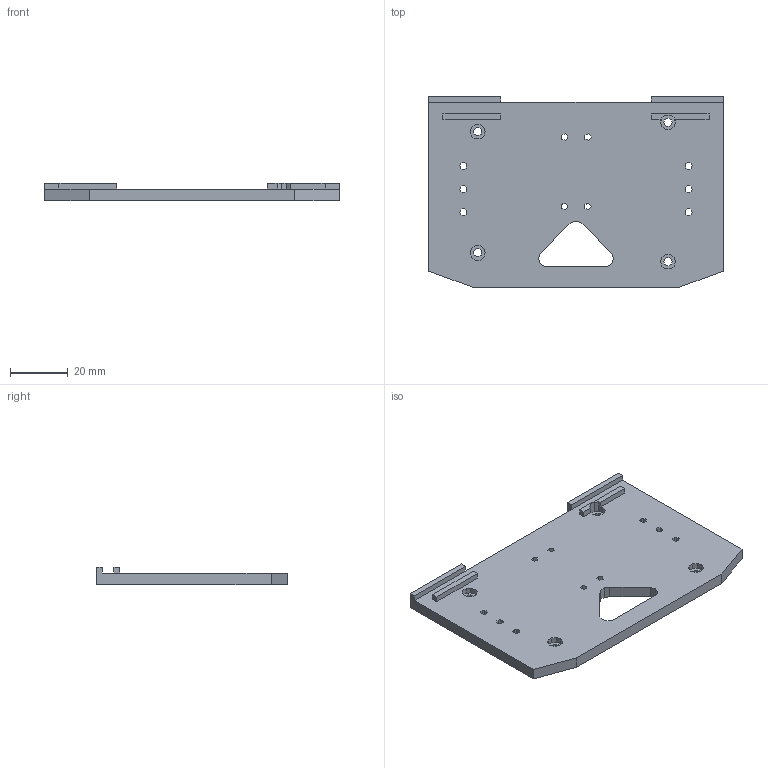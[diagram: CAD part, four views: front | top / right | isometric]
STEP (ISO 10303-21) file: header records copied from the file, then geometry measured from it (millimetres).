
FILE_DESCRIPTION(('FreeCAD Model'),'2;1');
FILE_NAME('espalda.step', '2014-09-10T14:04:18',('FreeCAD'),('FreeCAD'), 'Open CASCADE STEP processor 6.5','FreeCAD','Unknown');
FILE_SCHEMA(('AUTOMOTIVE_DESIGN_CC2 { 1 2 10303 214 -1 1 5 4 }'));
Length unit declared in the file: millimetre
Products named in the file (1): Open CASCADE STEP translator 6.5 3
Bounding box: 102 x 66 x 6 mm (x, y, z)
Surface area: 14897.6 mm2 (no closed solid volume)
Topology: 0 solids, 1 shells, 207 faces, 590 edges, 390 vertices
Faces by surface type: plane 207
Entity records: 14318 total; most frequent: CARTESIAN_POINT 2374, DIRECTION 2180, LINE 1764, VECTOR 1764, ORIENTED_EDGE 1180, PCURVE 1180, DEFINITIONAL_REPRESENTATION 1180, EDGE_CURVE 590
